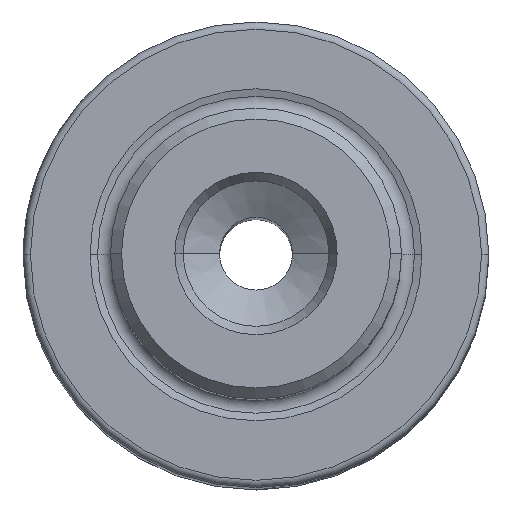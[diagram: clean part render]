
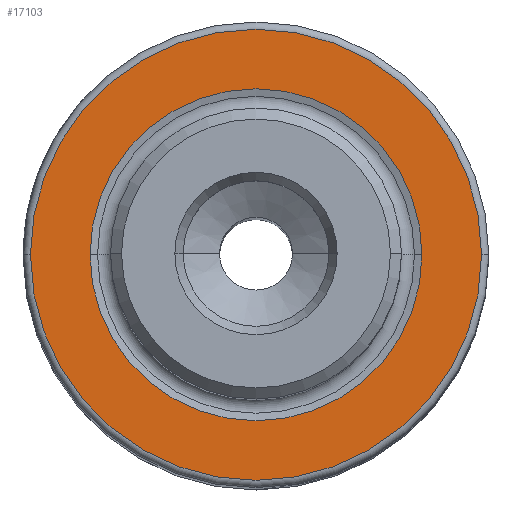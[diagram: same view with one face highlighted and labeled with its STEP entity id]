
A CAD part, top view. The second image highlights one B-rep face of the part: STEP entity #17103.
In plain terms, the highlighted planar face has unit normal (0, 0, 1).
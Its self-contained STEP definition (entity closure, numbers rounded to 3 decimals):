
#451 = CIRCLE ( 'NONE', #19065, 15.5 ) ;
#700 = EDGE_CURVE ( 'NONE', #3207, #14930, #957, .T. ) ;
#864 = AXIS2_PLACEMENT_3D ( 'NONE', #2333, #13547, #3911 ) ;
#957 = CIRCLE ( 'NONE', #6474, 11.407 ) ;
#1015 = DIRECTION ( 'NONE',  ( 0., 0., 1. ) ) ;
#1294 = VERTEX_POINT ( 'NONE', #9868 ) ;
#1802 = DIRECTION ( 'NONE',  ( 0., 0., 1. ) ) ;
#2073 = CARTESIAN_POINT ( 'NONE',  ( 15.5, 0., 0. ) ) ;
#2333 = CARTESIAN_POINT ( 'NONE',  ( 0., 11.407, 0. ) ) ;
#2365 = DIRECTION ( 'NONE',  ( 0., 0., -1. ) ) ;
#2934 = AXIS2_PLACEMENT_3D ( 'NONE', #11974, #2365, #13579 ) ;
#3207 = VERTEX_POINT ( 'NONE', #16589 ) ;
#3911 = DIRECTION ( 'NONE',  ( -1., 0., 0. ) ) ;
#3918 = DIRECTION ( 'NONE',  ( -1., 0., 0. ) ) ;
#5976 = ORIENTED_EDGE ( 'NONE', *, *, #700, .T. ) ;
#6474 = AXIS2_PLACEMENT_3D ( 'NONE', #7475, #7611, #3918 ) ;
#6629 = AXIS2_PLACEMENT_3D ( 'NONE', #11401, #1802, #13006 ) ;
#7122 = EDGE_CURVE ( 'NONE', #8996, #1294, #16738, .T. ) ;
#7475 = CARTESIAN_POINT ( 'NONE',  ( 0., 0., 0. ) ) ;
#7611 = DIRECTION ( 'NONE',  ( 0., 0., -1. ) ) ;
#8228 = ORIENTED_EDGE ( 'NONE', *, *, #9193, .T. ) ;
#8989 = CARTESIAN_POINT ( 'NONE',  ( -11.407, 0., 0. ) ) ;
#8996 = VERTEX_POINT ( 'NONE', #2073 ) ;
#9193 = EDGE_CURVE ( 'NONE', #1294, #8996, #451, .T. ) ;
#9333 = EDGE_LOOP ( 'NONE', ( #5976, #11650 ) ) ;
#9868 = CARTESIAN_POINT ( 'NONE',  ( -15.5, 0., 0. ) ) ;
#10100 = FACE_BOUND ( 'NONE', #9333, .T. ) ;
#10584 = FACE_OUTER_BOUND ( 'NONE', #15486, .T. ) ;
#10620 = CARTESIAN_POINT ( 'NONE',  ( 0., 0., 0. ) ) ;
#10979 = EDGE_CURVE ( 'NONE', #14930, #3207, #13101, .T. ) ;
#11401 = CARTESIAN_POINT ( 'NONE',  ( 0., 0., 0. ) ) ;
#11650 = ORIENTED_EDGE ( 'NONE', *, *, #10979, .T. ) ;
#11879 = PLANE ( 'NONE',  #864 ) ;
#11974 = CARTESIAN_POINT ( 'NONE',  ( 0., 0., 0. ) ) ;
#12217 = DIRECTION ( 'NONE',  ( -1., 0., 0. ) ) ;
#13006 = DIRECTION ( 'NONE',  ( -1., 0., 0. ) ) ;
#13101 = CIRCLE ( 'NONE', #2934, 11.407 ) ;
#13547 = DIRECTION ( 'NONE',  ( 0., 0., -1. ) ) ;
#13579 = DIRECTION ( 'NONE',  ( -1., 0., 0. ) ) ;
#14930 = VERTEX_POINT ( 'NONE', #8989 ) ;
#15253 = ORIENTED_EDGE ( 'NONE', *, *, #7122, .T. ) ;
#15486 = EDGE_LOOP ( 'NONE', ( #8228, #15253 ) ) ;
#16589 = CARTESIAN_POINT ( 'NONE',  ( 11.407, 0., 0. ) ) ;
#16738 = CIRCLE ( 'NONE', #6629, 15.5 ) ;
#17103 = ADVANCED_FACE ( 'NONE', ( #10584, #10100 ), #11879, .F. ) ;
#19065 = AXIS2_PLACEMENT_3D ( 'NONE', #10620, #1015, #12217 ) ;
